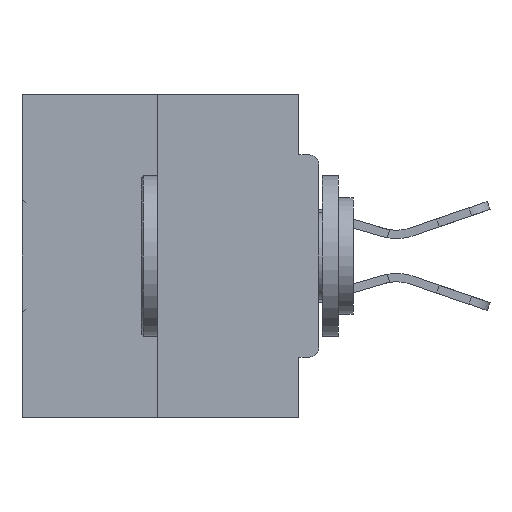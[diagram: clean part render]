
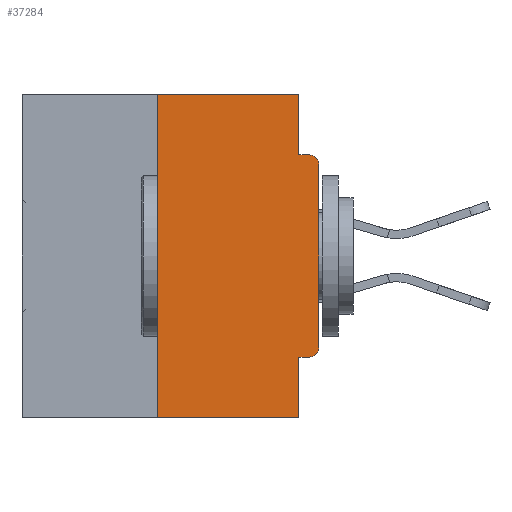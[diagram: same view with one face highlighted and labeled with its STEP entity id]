
A CAD part, left-side view. The second image highlights one B-rep face of the part: STEP entity #37284.
In plain terms, the highlighted planar face has unit normal (-1, 0, 0).
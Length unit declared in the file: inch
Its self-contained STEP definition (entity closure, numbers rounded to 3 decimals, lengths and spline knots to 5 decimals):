
#201 = EDGE_CURVE ( 'NONE', #30274, #1469, #25999, .T. ) ;
#526 = CARTESIAN_POINT ( 'NONE',  ( 0., 0.031, -0.5 ) ) ;
#1262 = CARTESIAN_POINT ( 'NONE',  ( 0., 0.015, -0.3915 ) ) ;
#1469 = VERTEX_POINT ( 'NONE', #33965 ) ;
#2576 = CARTESIAN_POINT ( 'NONE',  ( 0., 0.031, 0. ) ) ;
#3656 = AXIS2_PLACEMENT_3D ( 'NONE', #5170, #11730, #4524 ) ;
#3658 = ORIENTED_EDGE ( 'NONE', *, *, #19042, .F. ) ;
#3858 = DIRECTION ( 'NONE',  ( 0., -1., 0. ) ) ;
#4216 = ORIENTED_EDGE ( 'NONE', *, *, #30669, .F. ) ;
#4524 = DIRECTION ( 'NONE',  ( 0., 0., -1. ) ) ;
#4643 = EDGE_CURVE ( 'NONE', #37902, #16520, #6970, .T. ) ;
#4877 = DIRECTION ( 'NONE',  ( 0., 0., -1. ) ) ;
#5170 = CARTESIAN_POINT ( 'NONE',  ( 0., 0.46, 0. ) ) ;
#5425 = ORIENTED_EDGE ( 'NONE', *, *, #25304, .T. ) ;
#6788 = CARTESIAN_POINT ( 'NONE',  ( 0., 0.031, -0.4065 ) ) ;
#6970 = LINE ( 'NONE', #7313, #15398 ) ;
#7313 = CARTESIAN_POINT ( 'NONE',  ( 0., 0., -0.4065 ) ) ;
#7501 = CARTESIAN_POINT ( 'NONE',  ( 0., 0., -0.0935 ) ) ;
#7940 = DIRECTION ( 'NONE',  ( 0., -1., 0. ) ) ;
#7962 = DIRECTION ( 'NONE',  ( 0., 0., -1. ) ) ;
#8195 = DIRECTION ( 'NONE',  ( -1., 0., 0. ) ) ;
#9301 = VECTOR ( 'NONE', #35963, 39.37008 ) ;
#10206 = EDGE_CURVE ( 'NONE', #17355, #30735, #31694, .T. ) ;
#10397 = VERTEX_POINT ( 'NONE', #2576 ) ;
#11106 = VECTOR ( 'NONE', #4877, 39.37008 ) ;
#11342 = ORIENTED_EDGE ( 'NONE', *, *, #4643, .F. ) ;
#11439 = FACE_OUTER_BOUND ( 'NONE', #15207, .T. ) ;
#11524 = VERTEX_POINT ( 'NONE', #35277 ) ;
#11730 = DIRECTION ( 'NONE',  ( 1., 0., 0. ) ) ;
#12200 = DIRECTION ( 'NONE',  ( 0., 0., -1. ) ) ;
#12259 = DIRECTION ( 'NONE',  ( 0., 0., -1. ) ) ;
#13707 = VECTOR ( 'NONE', #7962, 39.37008 ) ;
#14711 = LINE ( 'NONE', #43373, #39768 ) ;
#15207 = EDGE_LOOP ( 'NONE', ( #3658, #19392, #5425, #21480, #11342, #25932, #36809, #31135, #17655, #4216 ) ) ;
#15398 = VECTOR ( 'NONE', #32004, 39.37008 ) ;
#16005 = DIRECTION ( 'NONE',  ( -1., 0., 0. ) ) ;
#16349 = VERTEX_POINT ( 'NONE', #36999 ) ;
#16520 = VERTEX_POINT ( 'NONE', #6788 ) ;
#16645 = VECTOR ( 'NONE', #7940, 39.37008 ) ;
#17355 = VERTEX_POINT ( 'NONE', #38467 ) ;
#17655 = ORIENTED_EDGE ( 'NONE', *, *, #10206, .F. ) ;
#17907 = CIRCLE ( 'NONE', #34874, 0.015 ) ;
#18671 = EDGE_CURVE ( 'NONE', #11524, #30735, #26482, .T. ) ;
#19042 = EDGE_CURVE ( 'NONE', #1469, #10397, #14711, .T. ) ;
#19170 = CARTESIAN_POINT ( 'NONE',  ( 0., 0.031, -0.5 ) ) ;
#19392 = ORIENTED_EDGE ( 'NONE', *, *, #201, .F. ) ;
#20660 = LINE ( 'NONE', #19170, #11106 ) ;
#21304 = EDGE_CURVE ( 'NONE', #16520, #31637, #20660, .T. ) ;
#21480 = ORIENTED_EDGE ( 'NONE', *, *, #21304, .F. ) ;
#22436 = DIRECTION ( 'NONE',  ( 0., -1., 0. ) ) ;
#25045 = LINE ( 'NONE', #43091, #9301 ) ;
#25193 = CARTESIAN_POINT ( 'NONE',  ( 0., 0.46, -0.5 ) ) ;
#25304 = EDGE_CURVE ( 'NONE', #30274, #31637, #42480, .T. ) ;
#25932 = ORIENTED_EDGE ( 'NONE', *, *, #40550, .T. ) ;
#25999 = LINE ( 'NONE', #37600, #28798 ) ;
#26482 = CIRCLE ( 'NONE', #34997, 0.015 ) ;
#27523 = CARTESIAN_POINT ( 'NONE',  ( 0., 0.015, -0.0935 ) ) ;
#28798 = VECTOR ( 'NONE', #37286, 39.37008 ) ;
#29937 = EDGE_CURVE ( 'NONE', #16349, #11524, #25045, .T. ) ;
#30274 = VERTEX_POINT ( 'NONE', #44878 ) ;
#30669 = EDGE_CURVE ( 'NONE', #10397, #17355, #41004, .T. ) ;
#30735 = VERTEX_POINT ( 'NONE', #27523 ) ;
#31135 = ORIENTED_EDGE ( 'NONE', *, *, #18671, .T. ) ;
#31637 = VERTEX_POINT ( 'NONE', #526 ) ;
#31694 = LINE ( 'NONE', #7501, #16645 ) ;
#32004 = DIRECTION ( 'NONE',  ( 0., 1., 0. ) ) ;
#33080 = VECTOR ( 'NONE', #3858, 39.37008 ) ;
#33965 = CARTESIAN_POINT ( 'NONE',  ( 0., 0.25, 0. ) ) ;
#34874 = AXIS2_PLACEMENT_3D ( 'NONE', #1262, #16005, #12200 ) ;
#34997 = AXIS2_PLACEMENT_3D ( 'NONE', #37081, #8195, #12259 ) ;
#35277 = CARTESIAN_POINT ( 'NONE',  ( 0., 0., -0.1085 ) ) ;
#35963 = DIRECTION ( 'NONE',  ( 0., 0., 1. ) ) ;
#36809 = ORIENTED_EDGE ( 'NONE', *, *, #29937, .T. ) ;
#36999 = CARTESIAN_POINT ( 'NONE',  ( 0., 0., -0.3915 ) ) ;
#37081 = CARTESIAN_POINT ( 'NONE',  ( 0., 0.015, -0.1085 ) ) ;
#37168 = PLANE ( 'NONE',  #3656 ) ;
#37284 = ADVANCED_FACE ( 'NONE', ( #11439 ), #37168, .F. ) ;
#37286 = DIRECTION ( 'NONE',  ( 0., 0., 1. ) ) ;
#37600 = CARTESIAN_POINT ( 'NONE',  ( 0., 0.25, 0. ) ) ;
#37902 = VERTEX_POINT ( 'NONE', #44275 ) ;
#38467 = CARTESIAN_POINT ( 'NONE',  ( 0., 0.031, -0.0935 ) ) ;
#39768 = VECTOR ( 'NONE', #22436, 39.37008 ) ;
#40550 = EDGE_CURVE ( 'NONE', #37902, #16349, #17907, .T. ) ;
#41004 = LINE ( 'NONE', #43505, #13707 ) ;
#42480 = LINE ( 'NONE', #25193, #33080 ) ;
#43091 = CARTESIAN_POINT ( 'NONE',  ( 0., 0., 0. ) ) ;
#43373 = CARTESIAN_POINT ( 'NONE',  ( 0., 0.46, 0. ) ) ;
#43505 = CARTESIAN_POINT ( 'NONE',  ( 0., 0.031, 0. ) ) ;
#44275 = CARTESIAN_POINT ( 'NONE',  ( 0., 0.015, -0.4065 ) ) ;
#44878 = CARTESIAN_POINT ( 'NONE',  ( 0., 0.25, -0.5 ) ) ;
